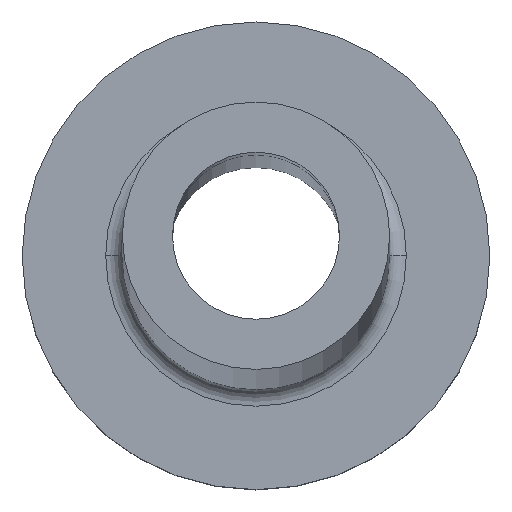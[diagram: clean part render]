
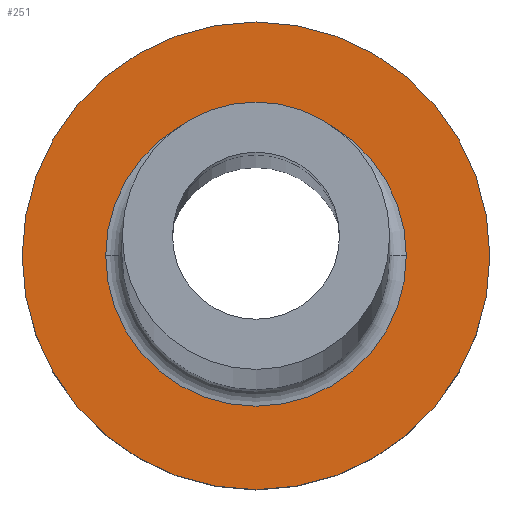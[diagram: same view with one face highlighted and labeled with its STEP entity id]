
A CAD part, top view. The second image highlights one B-rep face of the part: STEP entity #251.
In plain terms, the highlighted planar face has unit normal (0, 0, 1).
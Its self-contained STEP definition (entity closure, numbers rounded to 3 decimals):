
#2 = CIRCLE ( 'NONE', #148, 7. ) ;
#13 = ORIENTED_EDGE ( 'NONE', *, *, #336, .T. ) ;
#39 = VERTEX_POINT ( 'NONE', #218 ) ;
#50 = AXIS2_PLACEMENT_3D ( 'NONE', #368, #155, #338 ) ;
#58 = FACE_BOUND ( 'NONE', #347, .T. ) ;
#102 = DIRECTION ( 'NONE',  ( 0., 0., 1. ) ) ;
#118 = EDGE_CURVE ( 'NONE', #39, #132, #256, .T. ) ;
#119 = AXIS2_PLACEMENT_3D ( 'NONE', #129, #378, #449 ) ;
#129 = CARTESIAN_POINT ( 'NONE',  ( 0., 0., 5. ) ) ;
#132 = VERTEX_POINT ( 'NONE', #440 ) ;
#148 = AXIS2_PLACEMENT_3D ( 'NONE', #173, #149, #353 ) ;
#149 = DIRECTION ( 'NONE',  ( 0., 0., 1. ) ) ;
#155 = DIRECTION ( 'NONE',  ( 0., 0., -1. ) ) ;
#164 = CARTESIAN_POINT ( 'NONE',  ( 0., 0., 5. ) ) ;
#171 = FACE_OUTER_BOUND ( 'NONE', #314, .T. ) ;
#173 = CARTESIAN_POINT ( 'NONE',  ( 0., 0., 5. ) ) ;
#207 = VERTEX_POINT ( 'NONE', #220 ) ;
#210 = AXIS2_PLACEMENT_3D ( 'NONE', #227, #345, #269 ) ;
#218 = CARTESIAN_POINT ( 'NONE',  ( -4.5, 0., 5. ) ) ;
#220 = CARTESIAN_POINT ( 'NONE',  ( 7., 0., 5. ) ) ;
#225 = AXIS2_PLACEMENT_3D ( 'NONE', #164, #102, #387 ) ;
#227 = CARTESIAN_POINT ( 'NONE',  ( 0., 0., 5. ) ) ;
#231 = CIRCLE ( 'NONE', #210, 7. ) ;
#235 = ORIENTED_EDGE ( 'NONE', *, *, #341, .T. ) ;
#247 = CARTESIAN_POINT ( 'NONE',  ( -7., 0., 5. ) ) ;
#251 = ADVANCED_FACE ( 'NONE', ( #58, #171 ), #303, .T. ) ;
#256 = CIRCLE ( 'NONE', #50, 4.5 ) ;
#269 = DIRECTION ( 'NONE',  ( 1., 0., 0. ) ) ;
#279 = ORIENTED_EDGE ( 'NONE', *, *, #412, .T. ) ;
#303 = PLANE ( 'NONE',  #225 ) ;
#314 = EDGE_LOOP ( 'NONE', ( #279, #235 ) ) ;
#318 = CIRCLE ( 'NONE', #119, 4.5 ) ;
#336 = EDGE_CURVE ( 'NONE', #132, #39, #318, .T. ) ;
#338 = DIRECTION ( 'NONE',  ( 1., 0., 0. ) ) ;
#341 = EDGE_CURVE ( 'NONE', #207, #363, #231, .T. ) ;
#345 = DIRECTION ( 'NONE',  ( 0., 0., 1. ) ) ;
#347 = EDGE_LOOP ( 'NONE', ( #13, #393 ) ) ;
#353 = DIRECTION ( 'NONE',  ( 1., 0., 0. ) ) ;
#363 = VERTEX_POINT ( 'NONE', #247 ) ;
#368 = CARTESIAN_POINT ( 'NONE',  ( 0., 0., 5. ) ) ;
#378 = DIRECTION ( 'NONE',  ( 0., 0., -1. ) ) ;
#387 = DIRECTION ( 'NONE',  ( 1., 0., 0. ) ) ;
#393 = ORIENTED_EDGE ( 'NONE', *, *, #118, .T. ) ;
#412 = EDGE_CURVE ( 'NONE', #363, #207, #2, .T. ) ;
#440 = CARTESIAN_POINT ( 'NONE',  ( 4.5, 0., 5. ) ) ;
#449 = DIRECTION ( 'NONE',  ( 1., 0., 0. ) ) ;
